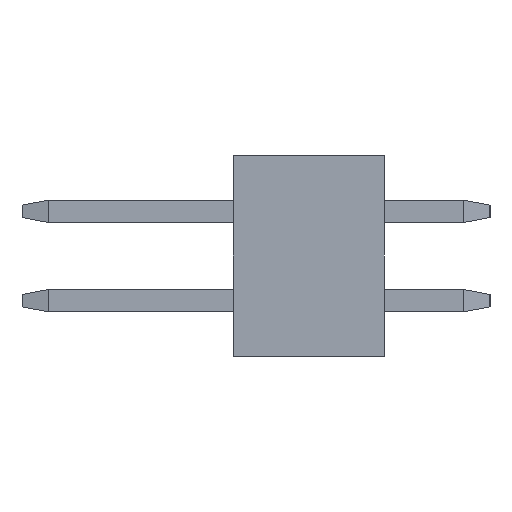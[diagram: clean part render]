
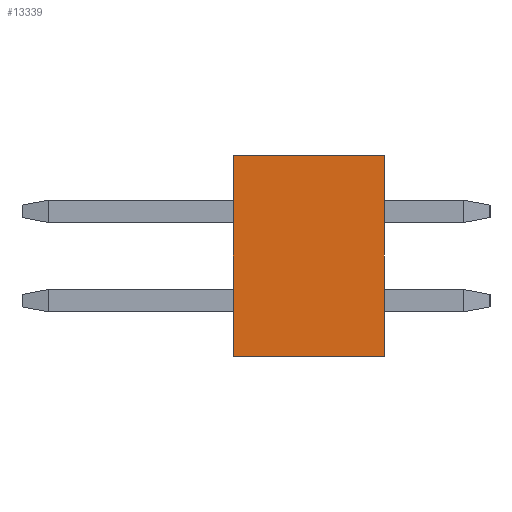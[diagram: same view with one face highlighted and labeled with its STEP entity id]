
A CAD part, left-side view. The second image highlights one B-rep face of the part: STEP entity #13339.
In plain terms, the highlighted planar face has unit normal (-1, 0, 0).
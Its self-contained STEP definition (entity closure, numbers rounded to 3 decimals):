
#7164=CARTESIAN_POINT('',(-1.27,0.,2.85));
#7165=VERTEX_POINT('',#7164);
#7172=CARTESIAN_POINT('',(-1.27,0.,-2.85));
#7173=VERTEX_POINT('',#7172);
#7174=CARTESIAN_POINT('',(-1.27,0.,2.85));
#7175=DIRECTION('',(0.,0.,-1.));
#7176=VECTOR('',#7175,5.7);
#7177=LINE('',#7174,#7176);
#7178=EDGE_CURVE('',#7165,#7173,#7177,.T.);
#13309=CARTESIAN_POINT('',(-1.27,0.,-2.85));
#13310=DIRECTION('',(0.,0.,1.));
#13311=DIRECTION('',(-1.,0.,0.));
#13312=AXIS2_PLACEMENT_3D('',#13309,#13311,#13310);
#13313=PLANE('',#13312);
#13314=CARTESIAN_POINT('',(-1.27,4.3,2.85));
#13315=VERTEX_POINT('',#13314);
#13316=CARTESIAN_POINT('',(-1.27,4.3,2.85));
#13317=DIRECTION('',(0.,-1.,0.));
#13318=VECTOR('',#13317,4.3);
#13319=LINE('',#13316,#13318);
#13320=EDGE_CURVE('',#13315,#7165,#13319,.T.);
#13321=ORIENTED_EDGE('',*,*,#13320,.F.);
#13322=CARTESIAN_POINT('',(-1.27,4.3,-2.85));
#13323=VERTEX_POINT('',#13322);
#13324=CARTESIAN_POINT('',(-1.27,4.3,-2.85));
#13325=DIRECTION('',(0.,0.,1.));
#13326=VECTOR('',#13325,5.7);
#13327=LINE('',#13324,#13326);
#13328=EDGE_CURVE('',#13323,#13315,#13327,.T.);
#13329=ORIENTED_EDGE('',*,*,#13328,.F.);
#13330=CARTESIAN_POINT('',(-1.27,0.,-2.85));
#13331=DIRECTION('',(0.,1.,0.));
#13332=VECTOR('',#13331,4.3);
#13333=LINE('',#13330,#13332);
#13334=EDGE_CURVE('',#7173,#13323,#13333,.T.);
#13335=ORIENTED_EDGE('',*,*,#13334,.F.);
#13336=ORIENTED_EDGE('',*,*,#7178,.F.);
#13337=EDGE_LOOP('',(#13321,#13329,#13335,#13336));
#13338=FACE_OUTER_BOUND('',#13337,.T.);
#13339=ADVANCED_FACE('',(#13338),#13313,.T.);
